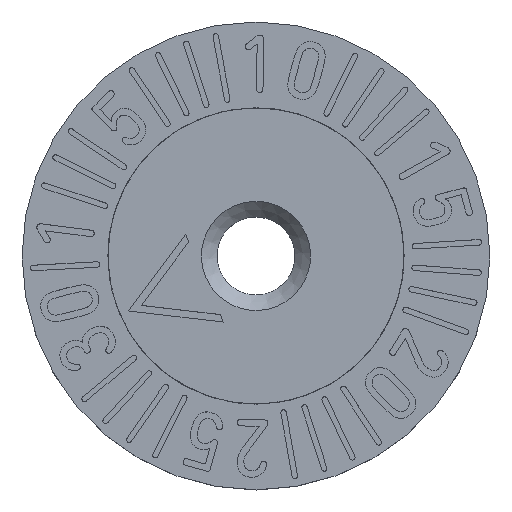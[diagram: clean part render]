
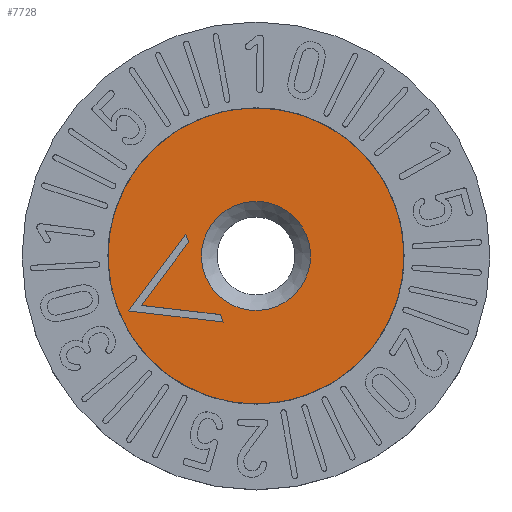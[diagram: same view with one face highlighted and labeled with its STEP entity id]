
A CAD part, top view. The second image highlights one B-rep face of the part: STEP entity #7728.
In plain terms, the highlighted planar face has unit normal (0, 0, 1).
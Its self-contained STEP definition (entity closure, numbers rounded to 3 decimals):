
#46=CIRCLE('',#7948,3.5);
#49=CIRCLE('',#7953,9.5);
#95=FACE_BOUND('',#1135,.T.);
#96=FACE_BOUND('',#1136,.T.);
#240=PLANE('',#7952);
#665=FACE_OUTER_BOUND('',#1134,.T.);
#1134=EDGE_LOOP('',(#7012));
#1135=EDGE_LOOP('',(#7013,#7014,#7015,#7016,#7017,#7018));
#1136=EDGE_LOOP('',(#7019));
#1698=LINE('',#14822,#2275);
#1702=LINE('',#14830,#2279);
#1705=LINE('',#14836,#2282);
#1708=LINE('',#14842,#2285);
#1711=LINE('',#14848,#2288);
#1714=LINE('',#14853,#2291);
#2275=VECTOR('',#8824,10.);
#2279=VECTOR('',#8830,10.);
#2282=VECTOR('',#8835,10.);
#2285=VECTOR('',#8840,10.);
#2288=VECTOR('',#8845,10.);
#2291=VECTOR('',#8850,10.);
#3587=VERTEX_POINT('',#14820);
#3588=VERTEX_POINT('',#14821);
#3591=VERTEX_POINT('',#14829);
#3593=VERTEX_POINT('',#14835);
#3595=VERTEX_POINT('',#14841);
#3597=VERTEX_POINT('',#14847);
#3599=VERTEX_POINT('',#14857);
#3602=VERTEX_POINT('',#14867);
#4719=EDGE_CURVE('',#3587,#3588,#1698,.T.);
#4723=EDGE_CURVE('',#3591,#3587,#1702,.T.);
#4726=EDGE_CURVE('',#3593,#3591,#1705,.T.);
#4729=EDGE_CURVE('',#3595,#3593,#1708,.T.);
#4732=EDGE_CURVE('',#3597,#3595,#1711,.T.);
#4735=EDGE_CURVE('',#3588,#3597,#1714,.T.);
#4737=EDGE_CURVE('',#3599,#3599,#46,.T.);
#4742=EDGE_CURVE('',#3602,#3602,#49,.T.);
#7012=ORIENTED_EDGE('',*,*,#4742,.T.);
#7013=ORIENTED_EDGE('',*,*,#4719,.T.);
#7014=ORIENTED_EDGE('',*,*,#4735,.T.);
#7015=ORIENTED_EDGE('',*,*,#4732,.T.);
#7016=ORIENTED_EDGE('',*,*,#4729,.T.);
#7017=ORIENTED_EDGE('',*,*,#4726,.T.);
#7018=ORIENTED_EDGE('',*,*,#4723,.T.);
#7019=ORIENTED_EDGE('',*,*,#4737,.F.);
#7728=ADVANCED_FACE('',(#665,#95,#96),#240,.T.);
#7948=AXIS2_PLACEMENT_3D('',#14858,#8856,#8857);
#7952=AXIS2_PLACEMENT_3D('',#14866,#8866,#8867);
#7953=AXIS2_PLACEMENT_3D('',#14868,#8868,#8869);
#8824=DIRECTION('',(-0.866,-0.499,0.));
#8830=DIRECTION('',(-0.001,-1.,0.));
#8835=DIRECTION('',(0.866,0.499,0.));
#8840=DIRECTION('',(-0.866,0.501,0.));
#8845=DIRECTION('',(-0.001,-1.,0.));
#8850=DIRECTION('',(0.866,-0.501,0.));
#8856=DIRECTION('center_axis',(0.,0.,1.));
#8857=DIRECTION('ref_axis',(-1.,0.,0.));
#8866=DIRECTION('center_axis',(0.,0.,1.));
#8867=DIRECTION('ref_axis',(1.,0.,0.));
#8868=DIRECTION('center_axis',(0.,0.,1.));
#8869=DIRECTION('ref_axis',(1.,0.,0.));
#14820=CARTESIAN_POINT('',(-3.6,2.538,4.8));
#14821=CARTESIAN_POINT('',(-7.999,0.002,4.8));
#14822=CARTESIAN_POINT('',(-2.798,3.,4.8));
#14829=CARTESIAN_POINT('',(-3.6,3.057,4.8));
#14830=CARTESIAN_POINT('',(-3.601,1.53,4.8));
#14835=CARTESIAN_POINT('',(-8.899,0.002,4.8));
#14836=CARTESIAN_POINT('',(-5.56,1.927,4.8));
#14841=CARTESIAN_POINT('',(-3.604,-3.059,4.8));
#14842=CARTESIAN_POINT('',(-2.916,-3.457,4.8));
#14847=CARTESIAN_POINT('',(-3.603,-2.539,4.8));
#14848=CARTESIAN_POINT('',(-3.602,-1.269,4.8));
#14853=CARTESIAN_POINT('',(-5.001,-1.731,4.8));
#14857=CARTESIAN_POINT('',(3.5,0.,4.8));
#14858=CARTESIAN_POINT('Origin',(0.,0.,4.8));
#14866=CARTESIAN_POINT('Origin',(0.,0.,4.8));
#14867=CARTESIAN_POINT('',(-9.5,0.,4.8));
#14868=CARTESIAN_POINT('Origin',(0.,0.,4.8));
